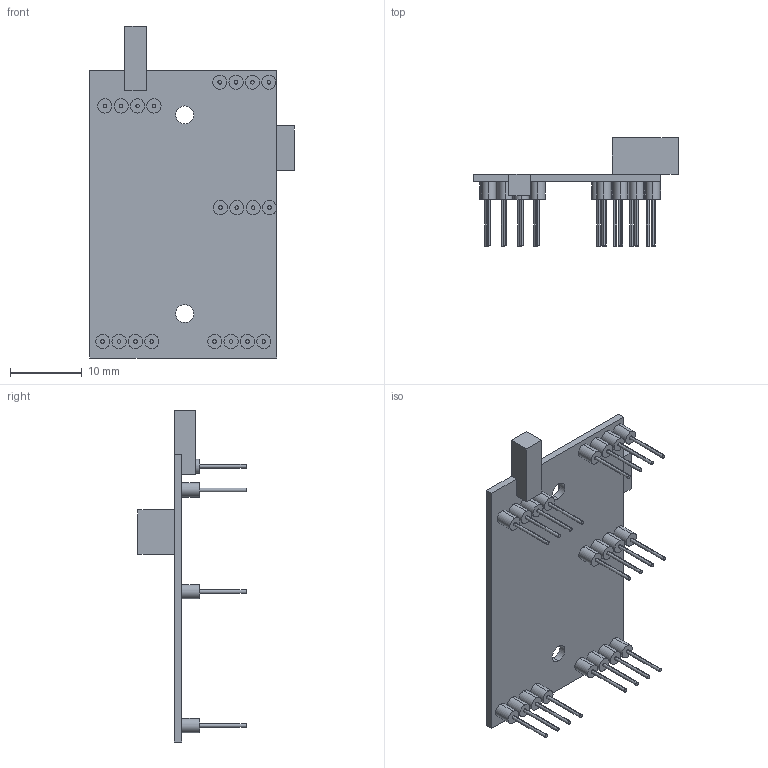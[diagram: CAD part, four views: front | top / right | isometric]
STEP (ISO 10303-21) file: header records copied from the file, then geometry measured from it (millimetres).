
FILE_DESCRIPTION (( 'STEP AP214' ), '1' );
FILE_NAME ('USB_hub.STEP', '2009-03-30T03:19:46', ( '' ), ( '' ), 'SwSTEP 2.0', 'SolidWorks 2007', '' );
FILE_SCHEMA (( 'AUTOMOTIVE_DESIGN' ));
Length unit declared in the file: millimetre
Products named in the file (1): USB_hub
Bounding box: 28.55 x 15.1 x 46.36 mm (x, y, z)
Volume: 1566.8 mm3; surface area: 3090 mm2
Topology: 1 solids, 1 shells, 202 faces, 418 edges, 278 vertices
Faces by surface type: cylinder 124, plane 78
Entity records: 7727 total; most frequent: DIRECTION 1072, CARTESIAN_POINT 899, ORIENTED_EDGE 836, AXIS2_PLACEMENT_3D 451, EDGE_CURVE 418, VERTEX_POINT 278, EDGE_LOOP 266, CIRCLE 248
